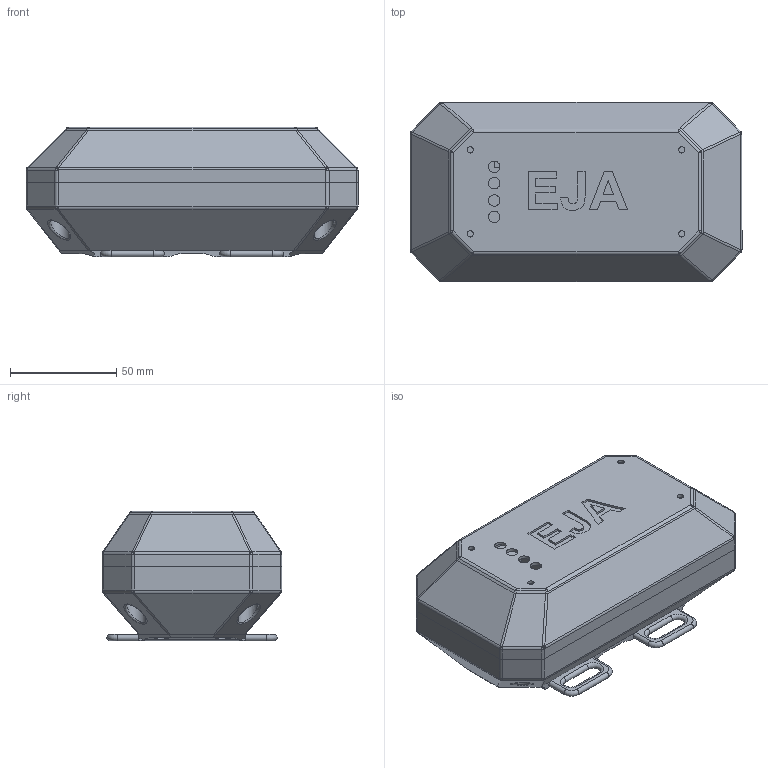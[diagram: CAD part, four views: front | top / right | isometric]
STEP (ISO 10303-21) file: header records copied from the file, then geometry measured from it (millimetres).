
FILE_DESCRIPTION(/* description */ (''),/* implementation_level */ '2;1');
FILE_NAME(/* name */ 'Onboard Gateway (FINAL) v33.step',/* time_stamp */ '2020-09-18T01:03:56-04:00',/* author */ (''),/* organization */ (''),/* preprocessor_version */ 'ST-DEVELOPER v18.1',/* originating_system */ 'Autodesk Translation Framework v9.3.0.1241',/* authorisation */ '');
FILE_SCHEMA (('AUTOMOTIVE_DESIGN { 1 0 10303 214 3 1 1 }'));
Length unit declared in the file: millimetre
Products named in the file (10): Onboard Gateway (FINAL); lower; upper; wearable; block board; Onboard_Gateway - Block Simple; COMPOUND (13); Component39; new faceplate; 4400 mAh
Assembly tree (9 placements, depth 4):
  Onboard Gateway (FINAL)
    lower
    upper
    wearable
    block board
      Onboard_Gateway - Block Simple
        COMPOUND (13)
        Component39
    new faceplate
    4400 mAh
Bounding box: 156.11 x 84.48 x 61 mm (x, y, z)
Volume: 239253.8 mm3; surface area: 147949.2 mm2
Topology: 6 solids, 127 shells, 1208 faces, 2544 edges, 1640 vertices
Faces by surface type: plane 802, cylinder 325, sphere 52, torus 16, bspline 13
Full cylindrical faces by diameter (mm): 0.762 x22, 0.8 x12, 1 x45, 1.04 x38, 1.52 x4, 2.95 x16, 3.2 x8, 3.6 x8, 3.81 x4, 5.4 x4, 9 x4
Entity records: 32933 total; most frequent: CARTESIAN_POINT 6124, DIRECTION 5658, ORIENTED_EDGE 5088, EDGE_CURVE 2544, AXIS2_PLACEMENT_3D 1922, LINE 1814, VECTOR 1814, VERTEX_POINT 1640
